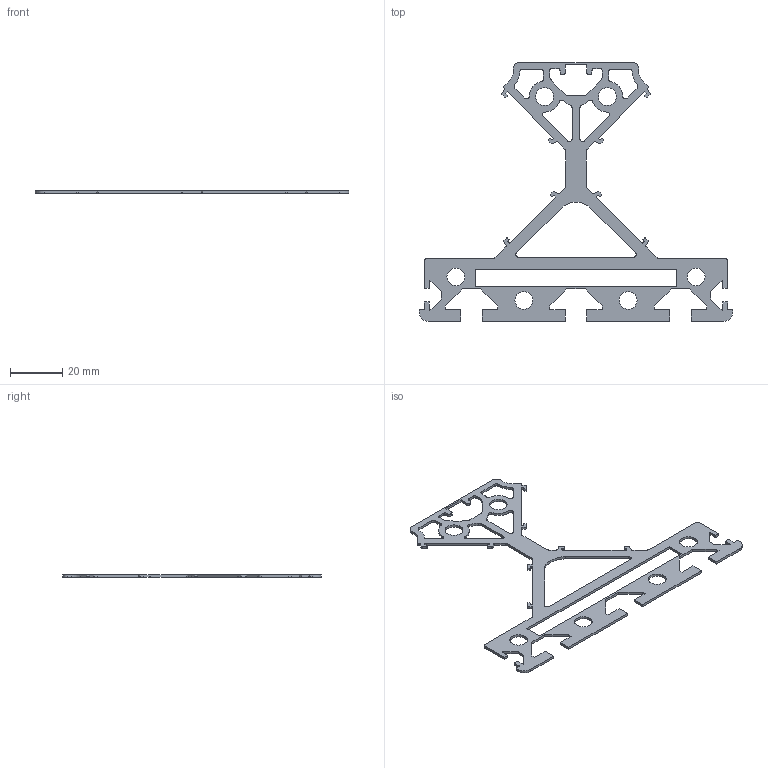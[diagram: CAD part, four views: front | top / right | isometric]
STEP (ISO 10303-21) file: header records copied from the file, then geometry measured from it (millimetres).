
FILE_DESCRIPTION(/* description */ ('Führungsprofil 100x120 '),/* implementation_level */ '2;1');
FILE_NAME(/* name */ 'SP142.stp',/* time_stamp */ '2015-09-07T10:42:30+02:00',/* author */ ('sebastianschwarze'),/* organization */ (''),/* preprocessor_version */ 'ST-DEVELOPER v15.6',/* originating_system */ 'Autodesk Inventor 2015',/* authorisation */ '');
FILE_SCHEMA (('AUTOMOTIVE_DESIGN { 1 0 10303 214 3 1 1 }'));
Length unit declared in the file: millimetre
Products named in the file (1): SP142_extern
Bounding box: 120 x 99 x 1 mm (x, y, z)
Volume: 2742.8 mm3; surface area: 6780.6 mm2
Topology: 1 solids, 1 shells, 261 faces, 777 edges, 518 vertices
Faces by surface type: plane 149, cylinder 112
Full cylindrical faces by diameter (mm): 6.8 x6
Entity records: 8841 total; most frequent: CARTESIAN_POINT 1551, ORIENTED_EDGE 1542, DIRECTION 1519, EDGE_CURVE 771, LINE 547, VECTOR 547, VERTEX_POINT 518, AXIS2_PLACEMENT_3D 486
